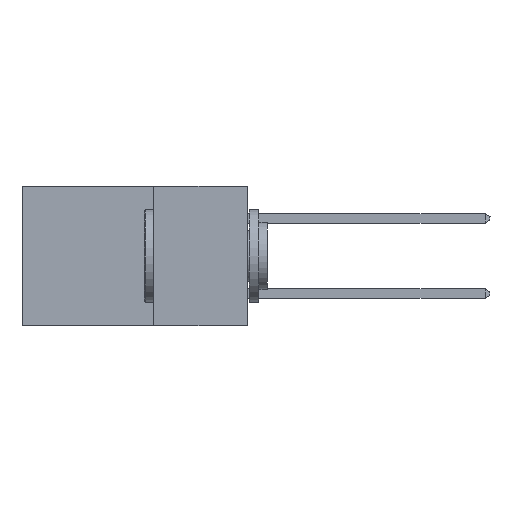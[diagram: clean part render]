
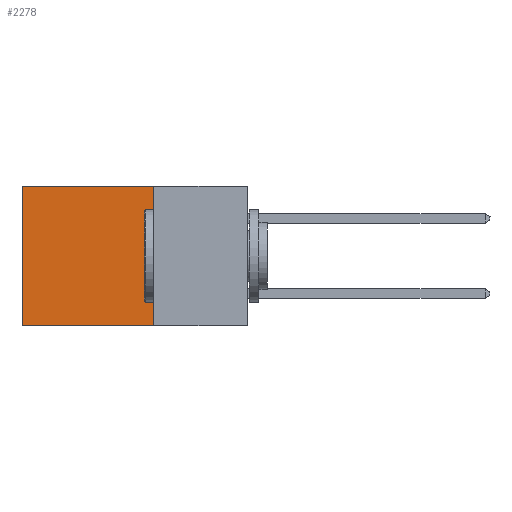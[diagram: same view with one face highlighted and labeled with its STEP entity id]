
A CAD part, left-side view. The second image highlights one B-rep face of the part: STEP entity #2278.
In plain terms, the highlighted planar face has unit normal (-1, 0, 0).
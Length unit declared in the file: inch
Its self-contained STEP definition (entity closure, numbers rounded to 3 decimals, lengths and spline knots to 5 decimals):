
#91 = DIRECTION ( 'NONE',  ( 0., 1., 0. ) ) ;
#670 = LINE ( 'NONE', #22489, #22315 ) ;
#1572 = EDGE_CURVE ( 'NONE', #11539, #1721, #21647, .T. ) ;
#1629 = DIRECTION ( 'NONE',  ( 0., 0., -1. ) ) ;
#1717 = CARTESIAN_POINT ( 'NONE',  ( 0.2615, 0.25, 0. ) ) ;
#1721 = VERTEX_POINT ( 'NONE', #4351 ) ;
#2166 = CARTESIAN_POINT ( 'NONE',  ( 0.2615, 0.25, -0.37 ) ) ;
#2265 = VECTOR ( 'NONE', #91, 39.37008 ) ;
#2278 = ADVANCED_FACE ( 'NONE', ( #25610 ), #13091, .F. ) ;
#2346 = DIRECTION ( 'NONE',  ( 0., 0., -1. ) ) ;
#4351 = CARTESIAN_POINT ( 'NONE',  ( 0.2615, 0.6, -0.37 ) ) ;
#4732 = VECTOR ( 'NONE', #2346, 39.37008 ) ;
#4798 = CARTESIAN_POINT ( 'NONE',  ( 0.2615, 0.25, -0.37 ) ) ;
#5128 = CARTESIAN_POINT ( 'NONE',  ( 0.2615, 0.6, 0. ) ) ;
#5191 = DIRECTION ( 'NONE',  ( 0., 0., -1. ) ) ;
#5229 = AXIS2_PLACEMENT_3D ( 'NONE', #11533, #23015, #5191 ) ;
#6989 = VERTEX_POINT ( 'NONE', #5128 ) ;
#7185 = EDGE_CURVE ( 'NONE', #11382, #11539, #23326, .T. ) ;
#8327 = ORIENTED_EDGE ( 'NONE', *, *, #7185, .F. ) ;
#8902 = LINE ( 'NONE', #16807, #4732 ) ;
#9349 = EDGE_LOOP ( 'NONE', ( #24379, #22228, #8327, #23618 ) ) ;
#10407 = VECTOR ( 'NONE', #1629, 39.37008 ) ;
#11382 = VERTEX_POINT ( 'NONE', #1717 ) ;
#11533 = CARTESIAN_POINT ( 'NONE',  ( 0.2615, 0.25, -0.37 ) ) ;
#11539 = VERTEX_POINT ( 'NONE', #4798 ) ;
#11551 = EDGE_CURVE ( 'NONE', #11382, #6989, #670, .T. ) ;
#13091 = PLANE ( 'NONE',  #5229 ) ;
#14652 = DIRECTION ( 'NONE',  ( 0., 1., 0. ) ) ;
#16807 = CARTESIAN_POINT ( 'NONE',  ( 0.2615, 0.6, -0.37 ) ) ;
#21647 = LINE ( 'NONE', #2166, #2265 ) ;
#22228 = ORIENTED_EDGE ( 'NONE', *, *, #1572, .F. ) ;
#22315 = VECTOR ( 'NONE', #14652, 39.37008 ) ;
#22331 = EDGE_CURVE ( 'NONE', #6989, #1721, #8902, .T. ) ;
#22489 = CARTESIAN_POINT ( 'NONE',  ( 0.2615, 0.25, 0. ) ) ;
#23015 = DIRECTION ( 'NONE',  ( 1., 0., 0. ) ) ;
#23326 = LINE ( 'NONE', #25148, #10407 ) ;
#23618 = ORIENTED_EDGE ( 'NONE', *, *, #11551, .T. ) ;
#24379 = ORIENTED_EDGE ( 'NONE', *, *, #22331, .T. ) ;
#25148 = CARTESIAN_POINT ( 'NONE',  ( 0.2615, 0.25, -0.37 ) ) ;
#25610 = FACE_OUTER_BOUND ( 'NONE', #9349, .T. ) ;
